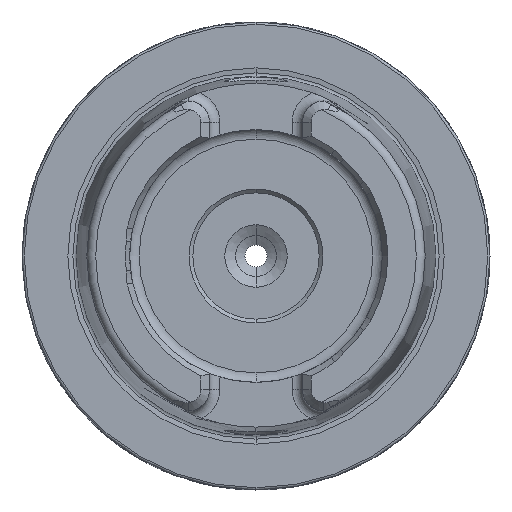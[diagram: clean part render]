
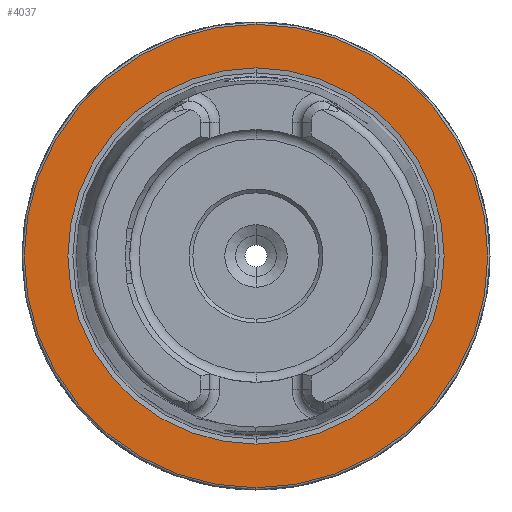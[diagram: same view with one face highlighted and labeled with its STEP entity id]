
A CAD part, left-side view. The second image highlights one B-rep face of the part: STEP entity #4037.
In plain terms, the highlighted planar face has unit normal (-1, 0, 0).
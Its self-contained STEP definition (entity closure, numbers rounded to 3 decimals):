
#55 = CIRCLE ( 'NONE', #1540, 31.2 ) ;
#236 = CIRCLE ( 'NONE', #6502, 25.324 ) ;
#345 = PLANE ( 'NONE',  #3088 ) ;
#349 = VERTEX_POINT ( 'NONE', #3599 ) ;
#353 = CIRCLE ( 'NONE', #1832, 25.324 ) ;
#637 = ORIENTED_EDGE ( 'NONE', *, *, #938, .T. ) ;
#792 = CARTESIAN_POINT ( 'NONE',  ( 0., 0., 31.2 ) ) ;
#877 = CARTESIAN_POINT ( 'NONE',  ( 0., 0., -31.2 ) ) ;
#934 = DIRECTION ( 'NONE',  ( -1., 0., 0. ) ) ;
#938 = EDGE_CURVE ( 'NONE', #5743, #1921, #55, .T. ) ;
#970 = DIRECTION ( 'NONE',  ( 0., 0., 1. ) ) ;
#1389 = CARTESIAN_POINT ( 'NONE',  ( 0., 31.2, 0. ) ) ;
#1540 = AXIS2_PLACEMENT_3D ( 'NONE', #1605, #6459, #4285 ) ;
#1605 = CARTESIAN_POINT ( 'NONE',  ( 0., 0., 0. ) ) ;
#1825 = EDGE_LOOP ( 'NONE', ( #637, #5189 ) ) ;
#1832 = AXIS2_PLACEMENT_3D ( 'NONE', #1931, #3472, #5644 ) ;
#1921 = VERTEX_POINT ( 'NONE', #877 ) ;
#1931 = CARTESIAN_POINT ( 'NONE',  ( 0., 0., 0. ) ) ;
#2212 = ORIENTED_EDGE ( 'NONE', *, *, #3416, .F. ) ;
#2272 = AXIS2_PLACEMENT_3D ( 'NONE', #4662, #6732, #3519 ) ;
#3088 = AXIS2_PLACEMENT_3D ( 'NONE', #1389, #6375, #5209 ) ;
#3416 = EDGE_CURVE ( 'NONE', #349, #4055, #353, .T. ) ;
#3472 = DIRECTION ( 'NONE',  ( -1., 0., 0. ) ) ;
#3519 = DIRECTION ( 'NONE',  ( 0., 0., 1. ) ) ;
#3569 = ORIENTED_EDGE ( 'NONE', *, *, #5899, .F. ) ;
#3599 = CARTESIAN_POINT ( 'NONE',  ( 0., 0., 25.324 ) ) ;
#4037 = ADVANCED_FACE ( 'NONE', ( #5842, #6279 ), #345, .F. ) ;
#4055 = VERTEX_POINT ( 'NONE', #6949 ) ;
#4285 = DIRECTION ( 'NONE',  ( 0., 0., 1. ) ) ;
#4662 = CARTESIAN_POINT ( 'NONE',  ( 0., 0., 0. ) ) ;
#5189 = ORIENTED_EDGE ( 'NONE', *, *, #6347, .T. ) ;
#5209 = DIRECTION ( 'NONE',  ( 0., 0., -1. ) ) ;
#5345 = CIRCLE ( 'NONE', #2272, 31.2 ) ;
#5644 = DIRECTION ( 'NONE',  ( 0., 0., 1. ) ) ;
#5719 = EDGE_LOOP ( 'NONE', ( #2212, #3569 ) ) ;
#5743 = VERTEX_POINT ( 'NONE', #792 ) ;
#5842 = FACE_BOUND ( 'NONE', #5719, .T. ) ;
#5899 = EDGE_CURVE ( 'NONE', #4055, #349, #236, .T. ) ;
#6279 = FACE_OUTER_BOUND ( 'NONE', #1825, .T. ) ;
#6347 = EDGE_CURVE ( 'NONE', #1921, #5743, #5345, .T. ) ;
#6375 = DIRECTION ( 'NONE',  ( 1., 0., 0. ) ) ;
#6459 = DIRECTION ( 'NONE',  ( -1., 0., 0. ) ) ;
#6502 = AXIS2_PLACEMENT_3D ( 'NONE', #6901, #934, #970 ) ;
#6732 = DIRECTION ( 'NONE',  ( -1., 0., 0. ) ) ;
#6901 = CARTESIAN_POINT ( 'NONE',  ( 0., 0., 0. ) ) ;
#6949 = CARTESIAN_POINT ( 'NONE',  ( 0., 0., -25.324 ) ) ;
